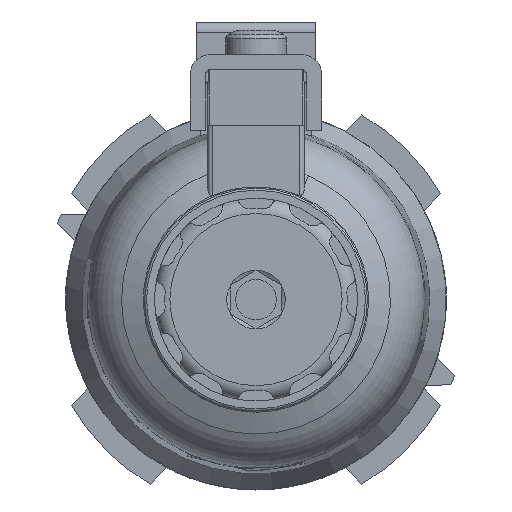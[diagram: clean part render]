
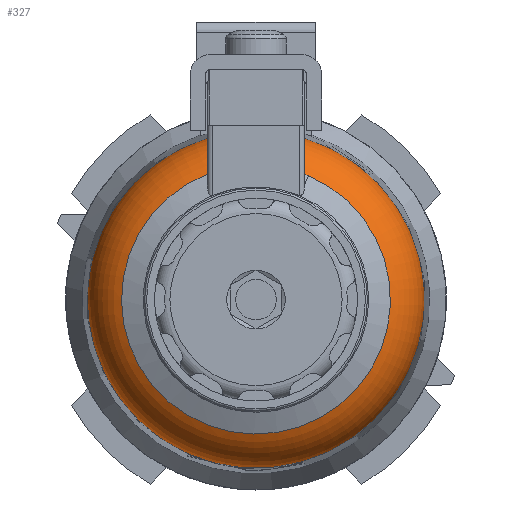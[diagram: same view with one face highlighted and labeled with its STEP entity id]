
A CAD part, front view. The second image highlights one B-rep face of the part: STEP entity #327.
In plain terms, the highlighted toroidal (fillet/blend) face has major radius 10.621 mm and minor radius 6 mm.
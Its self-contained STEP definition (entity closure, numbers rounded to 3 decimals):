
#327 = ADVANCED_FACE( '', ( #788 ), #789, .T. );
#788 = FACE_OUTER_BOUND( '', #1531, .T. );
#789 = TOROIDAL_SURFACE( '', #1532, 10.621, 6. );
#1531 = EDGE_LOOP( '', ( #2744, #2745, #2746, #2747 ) );
#1532 = AXIS2_PLACEMENT_3D( '', #2748, #2749, #2750 );
#2744 = ORIENTED_EDGE( '', *, *, #4922, .T. );
#2745 = ORIENTED_EDGE( '', *, *, #4901, .T. );
#2746 = ORIENTED_EDGE( '', *, *, #4911, .F. );
#2747 = ORIENTED_EDGE( '', *, *, #4920, .T. );
#2748 = CARTESIAN_POINT( '', ( 0., 17.638, 0. ) );
#2749 = DIRECTION( '', ( 0., -1., 0. ) );
#2750 = DIRECTION( '', ( 0., 0., -1. ) );
#4901 = EDGE_CURVE( '', #5772, #5773, #5774, .T. );
#4911 = EDGE_CURVE( '', #5790, #5773, #5792, .T. );
#4920 = EDGE_CURVE( '', #5790, #5806, #5808, .T. );
#4922 = EDGE_CURVE( '', #5806, #5772, #5810, .T. );
#5772 = VERTEX_POINT( '', #7235 );
#5773 = VERTEX_POINT( '', #7236 );
#5774 = B_SPLINE_CURVE_WITH_KNOTS( '', 3, ( #7237, #7238, #7239, #7240, #7241, #7242, #7243, #7244, #7245, #7246, #7247, #7248, #7249, #7250 ), .UNSPECIFIED., .F., .F., ( 4, 2, 2, 2, 2, 2, 4 ), ( 0.069, 0.071, 0.072, 0.073, 0.073, 0.074, 0.076 ), .UNSPECIFIED. );
#5790 = VERTEX_POINT( '', #7290 );
#5792 = CIRCLE( '', #7292, 13.276 );
#5806 = VERTEX_POINT( '', #7320 );
#5808 = B_SPLINE_CURVE_WITH_KNOTS( '', 3, ( #7331, #7332, #7333, #7334, #7335, #7336, #7337, #7338, #7339, #7340, #7341, #7342, #7343, #7344, #7345, #7346 ), .UNSPECIFIED., .F., .F., ( 4, 2, 2, 2, 2, 2, 2, 4 ), ( 0.005, 0.007, 0.008, 0.009, 0.009, 0.01, 0.011, 0.012 ), .UNSPECIFIED. );
#5810 = CIRCLE( '', #7349, 16.621 );
#7235 = CARTESIAN_POINT( '', ( 4.8, 17.593, 15.912 ) );
#7236 = CARTESIAN_POINT( '', ( 4.8, 12.257, 12.378 ) );
#7237 = CARTESIAN_POINT( '', ( 4.8, 17.593, 15.912 ) );
#7238 = CARTESIAN_POINT( '', ( 4.8, 17.033, 15.908 ) );
#7239 = CARTESIAN_POINT( '', ( 4.8, 16.464, 15.819 ) );
#7240 = CARTESIAN_POINT( '', ( 4.8, 15.661, 15.57 ) );
#7241 = CARTESIAN_POINT( '', ( 4.8, 15.4, 15.467 ) );
#7242 = CARTESIAN_POINT( '', ( 4.8, 14.89, 15.223 ) );
#7243 = CARTESIAN_POINT( '', ( 4.8, 14.643, 15.082 ) );
#7244 = CARTESIAN_POINT( '', ( 4.8, 14.176, 14.769 ) );
#7245 = CARTESIAN_POINT( '', ( 4.8, 13.955, 14.597 ) );
#7246 = CARTESIAN_POINT( '', ( 4.8, 13.537, 14.221 ) );
#7247 = CARTESIAN_POINT( '', ( 4.8, 13.338, 14.016 ) );
#7248 = CARTESIAN_POINT( '', ( 4.8, 12.794, 13.368 ) );
#7249 = CARTESIAN_POINT( '', ( 4.8, 12.495, 12.893 ) );
#7250 = CARTESIAN_POINT( '', ( 4.8, 12.257, 12.378 ) );
#7290 = CARTESIAN_POINT( '', ( -4.8, 12.257, 12.378 ) );
#7292 = AXIS2_PLACEMENT_3D( '', #10105, #10106, #10107 );
#7320 = CARTESIAN_POINT( '', ( -4.8, 17.593, 15.912 ) );
#7331 = CARTESIAN_POINT( '', ( -4.8, 12.257, 12.378 ) );
#7332 = CARTESIAN_POINT( '', ( -4.8, 12.494, 12.892 ) );
#7333 = CARTESIAN_POINT( '', ( -4.8, 12.792, 13.365 ) );
#7334 = CARTESIAN_POINT( '', ( -4.8, 13.334, 14.011 ) );
#7335 = CARTESIAN_POINT( '', ( -4.8, 13.533, 14.217 ) );
#7336 = CARTESIAN_POINT( '', ( -4.8, 13.952, 14.594 ) );
#7337 = CARTESIAN_POINT( '', ( -4.8, 14.174, 14.767 ) );
#7338 = CARTESIAN_POINT( '', ( -4.8, 14.639, 15.079 ) );
#7339 = CARTESIAN_POINT( '', ( -4.8, 14.883, 15.219 ) );
#7340 = CARTESIAN_POINT( '', ( -4.8, 15.395, 15.465 ) );
#7341 = CARTESIAN_POINT( '', ( -4.8, 15.659, 15.569 ) );
#7342 = CARTESIAN_POINT( '', ( -4.8, 16.195, 15.736 ) );
#7343 = CARTESIAN_POINT( '', ( -4.8, 16.468, 15.799 ) );
#7344 = CARTESIAN_POINT( '', ( -4.8, 17.025, 15.887 ) );
#7345 = CARTESIAN_POINT( '', ( -4.8, 17.311, 15.91 ) );
#7346 = CARTESIAN_POINT( '', ( -4.8, 17.593, 15.912 ) );
#7349 = AXIS2_PLACEMENT_3D( '', #10121, #10122, #10123 );
#10105 = CARTESIAN_POINT( '', ( 0., 12.257, 0. ) );
#10106 = DIRECTION( '', ( 0., -1., 0. ) );
#10107 = DIRECTION( '', ( 0., 0., -1. ) );
#10121 = CARTESIAN_POINT( '', ( 0., 17.593, 0. ) );
#10122 = DIRECTION( '', ( 0., -1., 0. ) );
#10123 = DIRECTION( '', ( 0., 0., -1. ) );
